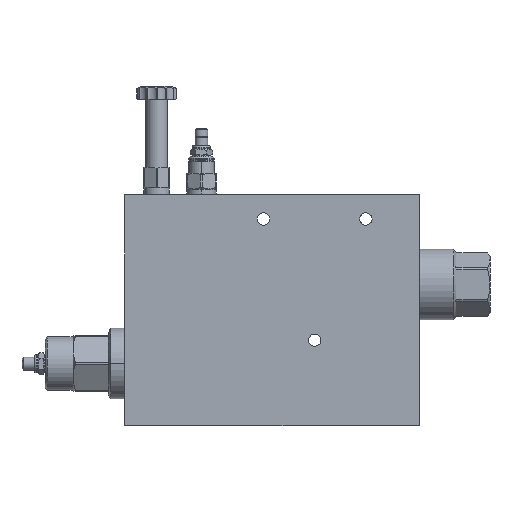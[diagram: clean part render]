
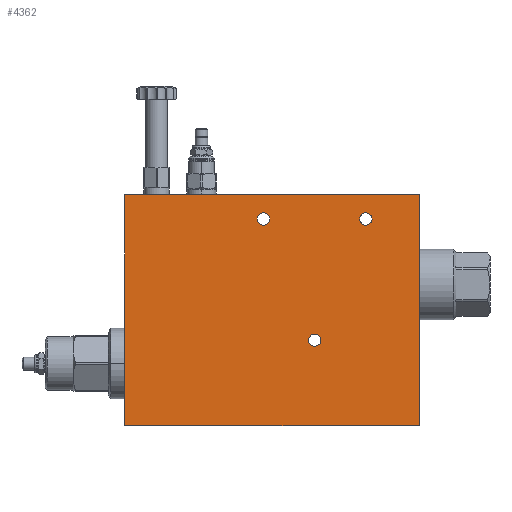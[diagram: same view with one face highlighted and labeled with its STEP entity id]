
A CAD part, front view. The second image highlights one B-rep face of the part: STEP entity #4362.
In plain terms, the highlighted planar face has unit normal (0, -1, 0).
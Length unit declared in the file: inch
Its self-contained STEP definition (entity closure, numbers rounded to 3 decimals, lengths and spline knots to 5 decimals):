
#5=DIRECTION('',(1.,0.,0.));
#6=VECTOR('',#5,8.625);
#7=CARTESIAN_POINT('',(0.,-3.,0.));
#8=LINE('',#7,#6);
#125=DIRECTION('',(0.,0.,1.));
#126=VECTOR('',#125,6.75);
#127=CARTESIAN_POINT('',(8.625,-3.,0.));
#128=LINE('',#127,#126);
#139=DIRECTION('',(0.,0.,1.));
#140=VECTOR('',#139,6.75);
#141=CARTESIAN_POINT('',(0.,-3.,0.));
#142=LINE('',#141,#140);
#143=CARTESIAN_POINT('',(7.059,-3.,6.041));
#144=DIRECTION('',(0.,1.,0.));
#145=DIRECTION('',(0.,0.,-1.));
#146=AXIS2_PLACEMENT_3D('',#143,#144,#145);
#148=CARTESIAN_POINT('',(7.059,-3.,6.041));
#149=DIRECTION('',(0.,1.,0.));
#150=DIRECTION('',(0.,0.,1.));
#151=AXIS2_PLACEMENT_3D('',#148,#149,#150);
#153=CARTESIAN_POINT('',(4.067,-3.,6.041));
#154=DIRECTION('',(0.,1.,0.));
#155=DIRECTION('',(0.,0.,-1.));
#156=AXIS2_PLACEMENT_3D('',#153,#154,#155);
#158=CARTESIAN_POINT('',(4.067,-3.,6.041));
#159=DIRECTION('',(0.,1.,0.));
#160=DIRECTION('',(0.,0.,1.));
#161=AXIS2_PLACEMENT_3D('',#158,#159,#160);
#163=CARTESIAN_POINT('',(5.563,-3.,2.498));
#164=DIRECTION('',(0.,1.,0.));
#165=DIRECTION('',(0.,0.,-1.));
#166=AXIS2_PLACEMENT_3D('',#163,#164,#165);
#168=CARTESIAN_POINT('',(5.563,-3.,2.498));
#169=DIRECTION('',(0.,1.,0.));
#170=DIRECTION('',(0.,0.,1.));
#171=AXIS2_PLACEMENT_3D('',#168,#169,#170);
#185=DIRECTION('',(1.,0.,0.));
#186=VECTOR('',#185,8.625);
#187=CARTESIAN_POINT('',(0.,-3.,6.75));
#188=LINE('',#187,#186);
#3649=CARTESIAN_POINT('',(0.,-3.,0.));
#3651=VERTEX_POINT('',#3649);
#3652=CARTESIAN_POINT('',(8.625,-3.,0.));
#3653=VERTEX_POINT('',#3652);
#3657=CARTESIAN_POINT('',(0.,-3.,6.75));
#3659=VERTEX_POINT('',#3657);
#3660=CARTESIAN_POINT('',(8.625,-3.,6.75));
#3661=VERTEX_POINT('',#3660);
#4009=CARTESIAN_POINT('',(7.059,-3.,5.8615));
#4010=CARTESIAN_POINT('',(7.059,-3.,6.2205));
#4011=VERTEX_POINT('',#4009);
#4012=VERTEX_POINT('',#4010);
#4021=CARTESIAN_POINT('',(4.067,-3.,5.8615));
#4022=CARTESIAN_POINT('',(4.067,-3.,6.2205));
#4023=VERTEX_POINT('',#4021);
#4024=VERTEX_POINT('',#4022);
#4033=CARTESIAN_POINT('',(5.563,-3.,2.3185));
#4034=CARTESIAN_POINT('',(5.563,-3.,2.6775));
#4035=VERTEX_POINT('',#4033);
#4036=VERTEX_POINT('',#4034);
#4332=CARTESIAN_POINT('',(0.,-3.,0.));
#4333=DIRECTION('',(0.,-1.,0.));
#4334=DIRECTION('',(1.,0.,0.));
#4335=AXIS2_PLACEMENT_3D('',#4332,#4333,#4334);
#4336=PLANE('',#4335);
#4337=ORIENTED_EDGE('',*,*,#4214,.F.);
#4338=ORIENTED_EDGE('',*,*,#4251,.T.);
#4340=ORIENTED_EDGE('',*,*,#4339,.T.);
#4341=ORIENTED_EDGE('',*,*,#4318,.F.);
#4342=EDGE_LOOP('',(#4337,#4338,#4340,#4341));
#4343=FACE_OUTER_BOUND('',#4342,.F.);
#4345=ORIENTED_EDGE('',*,*,#4344,.F.);
#4347=ORIENTED_EDGE('',*,*,#4346,.F.);
#4348=EDGE_LOOP('',(#4345,#4347));
#4349=FACE_BOUND('',#4348,.F.);
#4351=ORIENTED_EDGE('',*,*,#4350,.F.);
#4353=ORIENTED_EDGE('',*,*,#4352,.F.);
#4354=EDGE_LOOP('',(#4351,#4353));
#4355=FACE_BOUND('',#4354,.F.);
#4357=ORIENTED_EDGE('',*,*,#4356,.F.);
#4359=ORIENTED_EDGE('',*,*,#4358,.F.);
#4360=EDGE_LOOP('',(#4357,#4359));
#4361=FACE_BOUND('',#4360,.F.);
#4362=ADVANCED_FACE('',(#4343,#4349,#4355,#4361),#4336,.T.);
#147=CIRCLE('',#146,0.1795);
#152=CIRCLE('',#151,0.1795);
#157=CIRCLE('',#156,0.1795);
#162=CIRCLE('',#161,0.1795);
#167=CIRCLE('',#166,0.1795);
#172=CIRCLE('',#171,0.1795);
#4214=EDGE_CURVE('',#3651,#3653,#8,.T.);
#4251=EDGE_CURVE('',#3651,#3659,#142,.T.);
#4318=EDGE_CURVE('',#3653,#3661,#128,.T.);
#4339=EDGE_CURVE('',#3659,#3661,#188,.T.);
#4344=EDGE_CURVE('',#4011,#4012,#147,.T.);
#4346=EDGE_CURVE('',#4012,#4011,#152,.T.);
#4350=EDGE_CURVE('',#4023,#4024,#157,.T.);
#4352=EDGE_CURVE('',#4024,#4023,#162,.T.);
#4356=EDGE_CURVE('',#4035,#4036,#167,.T.);
#4358=EDGE_CURVE('',#4036,#4035,#172,.T.);
